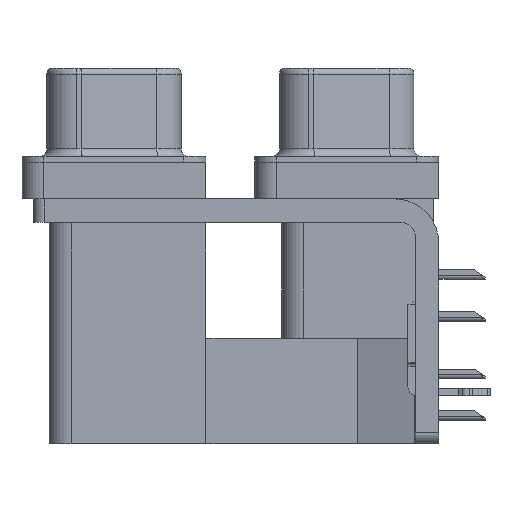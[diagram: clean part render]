
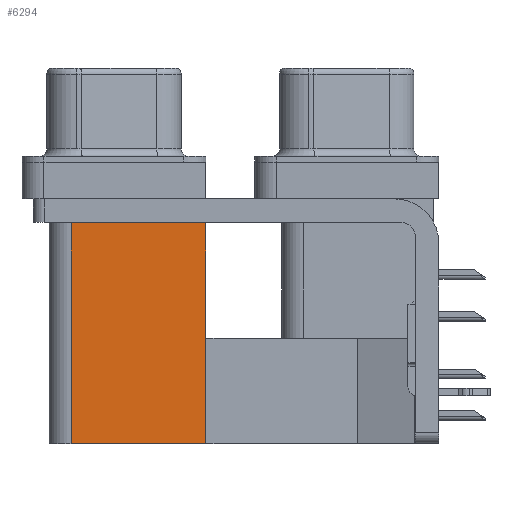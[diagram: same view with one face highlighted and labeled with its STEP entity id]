
A CAD part, left-side view. The second image highlights one B-rep face of the part: STEP entity #6294.
In plain terms, the highlighted planar face has unit normal (-1, 0, 0).
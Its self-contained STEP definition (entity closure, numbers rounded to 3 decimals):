
#676 = ORIENTED_EDGE ( 'NONE', *, *, #7561, .T. ) ;
#1086 = ORIENTED_EDGE ( 'NONE', *, *, #3542, .T. ) ;
#1426 = CARTESIAN_POINT ( 'NONE',  ( 3.79, 9.6, -19.2 ) ) ;
#1601 = VECTOR ( 'NONE', #9053, 1000. ) ;
#3542 = EDGE_CURVE ( 'NONE', #23784, #25058, #15553, .T. ) ;
#4973 = VERTEX_POINT ( 'NONE', #26053 ) ;
#5120 = LINE ( 'NONE', #15374, #1601 ) ;
#5598 = VECTOR ( 'NONE', #7284, 1000. ) ;
#5757 = VECTOR ( 'NONE', #7279, 1000. ) ;
#6294 = ADVANCED_FACE ( 'NONE', ( #6799 ), #23901, .F. ) ;
#6454 = DIRECTION ( 'NONE',  ( 0., 1., 0. ) ) ;
#6799 = FACE_OUTER_BOUND ( 'NONE', #20730, .T. ) ;
#7279 = DIRECTION ( 'NONE',  ( 0., 0., 1. ) ) ;
#7284 = DIRECTION ( 'NONE',  ( 0., 0., 1. ) ) ;
#7381 = CARTESIAN_POINT ( 'NONE',  ( 3.79, 9.6, -2.5 ) ) ;
#7561 = EDGE_CURVE ( 'NONE', #25058, #14654, #5120, .T. ) ;
#7675 = ORIENTED_EDGE ( 'NONE', *, *, #26644, .F. ) ;
#8417 = LINE ( 'NONE', #16985, #21605 ) ;
#8772 = DIRECTION ( 'NONE',  ( 0., 0., -1. ) ) ;
#8904 = CARTESIAN_POINT ( 'NONE',  ( 3.79, 9.6, -19.2 ) ) ;
#9053 = DIRECTION ( 'NONE',  ( 0., 1., 0. ) ) ;
#14270 = AXIS2_PLACEMENT_3D ( 'NONE', #8904, #21530, #8772 ) ;
#14654 = VERTEX_POINT ( 'NONE', #25441 ) ;
#14993 = EDGE_CURVE ( 'NONE', #23784, #4973, #8417, .T. ) ;
#15374 = CARTESIAN_POINT ( 'NONE',  ( 3.79, 9.6, -2.5 ) ) ;
#15553 = LINE ( 'NONE', #26480, #5598 ) ;
#16985 = CARTESIAN_POINT ( 'NONE',  ( 3.79, 9.6, -19.2 ) ) ;
#17259 = ORIENTED_EDGE ( 'NONE', *, *, #14993, .F. ) ;
#20730 = EDGE_LOOP ( 'NONE', ( #676, #7675, #17259, #1086 ) ) ;
#21530 = DIRECTION ( 'NONE',  ( 1., 0., 0. ) ) ;
#21605 = VECTOR ( 'NONE', #6454, 1000. ) ;
#22144 = LINE ( 'NONE', #26474, #5757 ) ;
#23784 = VERTEX_POINT ( 'NONE', #1426 ) ;
#23901 = PLANE ( 'NONE',  #14270 ) ;
#25058 = VERTEX_POINT ( 'NONE', #7381 ) ;
#25441 = CARTESIAN_POINT ( 'NONE',  ( 3.79, 18.8, -2.5 ) ) ;
#26053 = CARTESIAN_POINT ( 'NONE',  ( 3.79, 18.8, -19.2 ) ) ;
#26474 = CARTESIAN_POINT ( 'NONE',  ( 3.79, 18.8, -19.2 ) ) ;
#26480 = CARTESIAN_POINT ( 'NONE',  ( 3.79, 9.6, -19.2 ) ) ;
#26644 = EDGE_CURVE ( 'NONE', #4973, #14654, #22144, .T. ) ;
